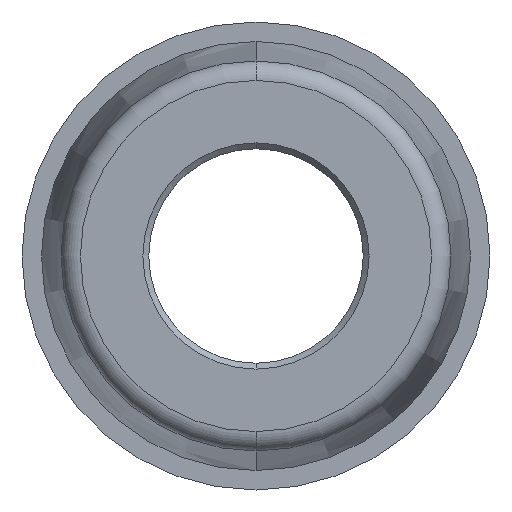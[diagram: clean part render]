
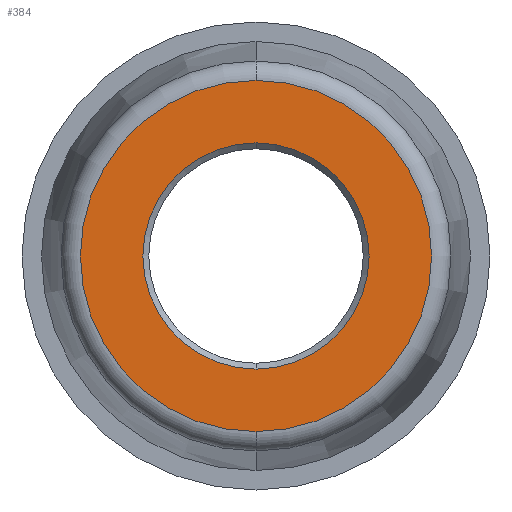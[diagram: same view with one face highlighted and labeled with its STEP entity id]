
A CAD part, front view. The second image highlights one B-rep face of the part: STEP entity #384.
In plain terms, the highlighted planar face has unit normal (0, -1, 0).
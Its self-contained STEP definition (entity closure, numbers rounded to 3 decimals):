
#42 = AXIS2_PLACEMENT_3D ( 'NONE', #186, #187, #188 ) ;
#66 = AXIS2_PLACEMENT_3D ( 'NONE', #131, #132, #133 ) ;
#69 = CIRCLE ( 'NONE', #66, 2.9 ) ;
#131 = CARTESIAN_POINT ( 'NONE',  ( 0., -57., 0. ) ) ;
#132 = DIRECTION ( 'NONE',  ( 0., 1., 0. ) ) ;
#133 = DIRECTION ( 'NONE',  ( 0., 0., 1. ) ) ;
#185 = PLANE ( 'NONE',  #42 ) ;
#186 = CARTESIAN_POINT ( 'NONE',  ( 4.502, -57., 0. ) ) ;
#187 = DIRECTION ( 'NONE',  ( 0., -1., 0. ) ) ;
#188 = DIRECTION ( 'NONE',  ( 0., 0., -1. ) ) ;
#286 = CARTESIAN_POINT ( 'NONE',  ( 0., -57., 0. ) ) ;
#287 = DIRECTION ( 'NONE',  ( 0., -1., 0. ) ) ;
#288 = DIRECTION ( 'NONE',  ( 0., 0., -1. ) ) ;
#292 = CARTESIAN_POINT ( 'NONE',  ( 0., -57., 0. ) ) ;
#293 = DIRECTION ( 'NONE',  ( 0., -1., 0. ) ) ;
#294 = DIRECTION ( 'NONE',  ( 0., 0., -1. ) ) ;
#295 = CARTESIAN_POINT ( 'NONE',  ( 0., -57., 0. ) ) ;
#296 = DIRECTION ( 'NONE',  ( 0., 1., 0. ) ) ;
#297 = DIRECTION ( 'NONE',  ( 0., 0., 1. ) ) ;
#368 = EDGE_CURVE ( 'NONE', #612, #610, #69, .T. ) ;
#384 = ADVANCED_FACE ( 'NONE', ( #1117, #1118 ), #185, .T. ) ;
#420 = EDGE_CURVE ( 'NONE', #635, #634, #696, .T. ) ;
#422 = EDGE_CURVE ( 'NONE', #634, #635, #713, .T. ) ;
#423 = EDGE_CURVE ( 'NONE', #610, #612, #702, .T. ) ;
#504 = ORIENTED_EDGE ( 'NONE', *, *, #368, .T. ) ;
#505 = ORIENTED_EDGE ( 'NONE', *, *, #423, .T. ) ;
#506 = ORIENTED_EDGE ( 'NONE', *, *, #422, .T. ) ;
#508 = ORIENTED_EDGE ( 'NONE', *, *, #420, .T. ) ;
#552 = EDGE_LOOP ( 'NONE', ( #508, #506 ) ) ;
#553 = EDGE_LOOP ( 'NONE', ( #504, #505 ) ) ;
#610 = VERTEX_POINT ( 'NONE', #910 ) ;
#612 = VERTEX_POINT ( 'NONE', #912 ) ;
#634 = VERTEX_POINT ( 'NONE', #934 ) ;
#635 = VERTEX_POINT ( 'NONE', #935 ) ;
#696 = CIRCLE ( 'NONE', #710, 4.502 ) ;
#702 = CIRCLE ( 'NONE', #716, 2.9 ) ;
#710 = AXIS2_PLACEMENT_3D ( 'NONE', #286, #287, #288 ) ;
#713 = CIRCLE ( 'NONE', #714, 4.502 ) ;
#714 = AXIS2_PLACEMENT_3D ( 'NONE', #292, #293, #294 ) ;
#716 = AXIS2_PLACEMENT_3D ( 'NONE', #295, #296, #297 ) ;
#910 = CARTESIAN_POINT ( 'NONE',  ( 0., -57., 2.9 ) ) ;
#912 = CARTESIAN_POINT ( 'NONE',  ( 0., -57., -2.9 ) ) ;
#934 = CARTESIAN_POINT ( 'NONE',  ( 0., -57., 4.502 ) ) ;
#935 = CARTESIAN_POINT ( 'NONE',  ( 0., -57., -4.502 ) ) ;
#1117 = FACE_OUTER_BOUND ( 'NONE', #552, .T. ) ;
#1118 = FACE_BOUND ( 'NONE', #553, .T. ) ;
